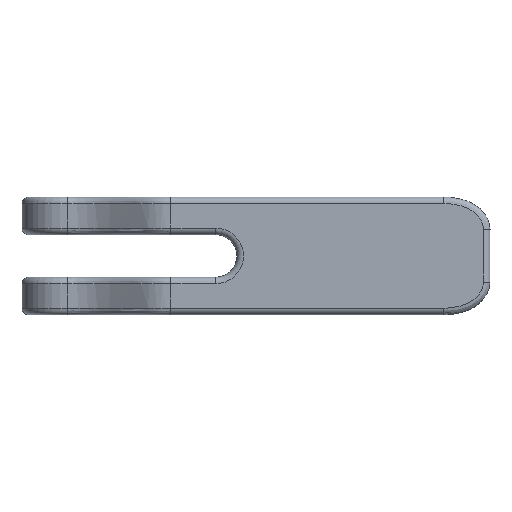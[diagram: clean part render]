
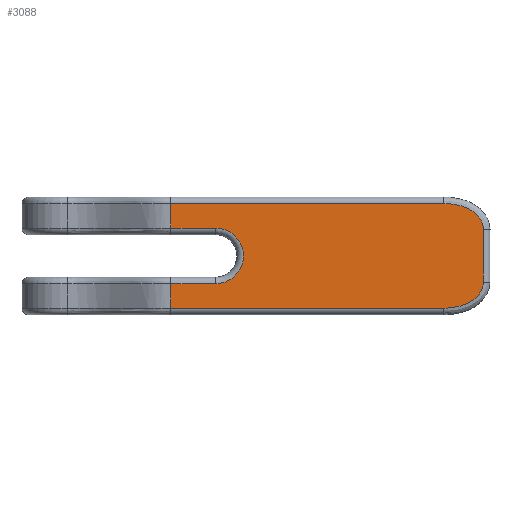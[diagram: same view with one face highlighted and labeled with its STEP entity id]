
A CAD part, top view. The second image highlights one B-rep face of the part: STEP entity #3088.
In plain terms, the highlighted planar face has unit normal (0, 0, 1).
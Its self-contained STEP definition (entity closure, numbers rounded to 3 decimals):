
#26 = ORIENTED_EDGE ( 'NONE', *, *, #602, .T. ) ;
#57 = CARTESIAN_POINT ( 'NONE',  ( 68.836, 16.94, 1. ) ) ;
#85 = AXIS2_PLACEMENT_3D ( 'NONE', #789, #1749, #3031 ) ;
#140 = CARTESIAN_POINT ( 'NONE',  ( 25.771, 4.75, 1. ) ) ;
#160 = ORIENTED_EDGE ( 'NONE', *, *, #1097, .T. ) ;
#163 = CARTESIAN_POINT ( 'NONE',  ( 73.11, 3.405, 1. ) ) ;
#204 = CARTESIAN_POINT ( 'NONE',  ( 25.771, 18., 1. ) ) ;
#224 = LINE ( 'NONE', #3134, #2332 ) ;
#296 = EDGE_CURVE ( 'NONE', #758, #2517, #2233, .T. ) ;
#312 = ORIENTED_EDGE ( 'NONE', *, *, #1191, .T. ) ;
#363 = EDGE_CURVE ( 'NONE', #1979, #3869, #1821, .T. ) ;
#365 = CARTESIAN_POINT ( 'NONE',  ( 68.176, 17., 1. ) ) ;
#380 = LINE ( 'NONE', #1665, #2648 ) ;
#470 = EDGE_CURVE ( 'NONE', #2517, #3981, #3075, .T. ) ;
#471 = CARTESIAN_POINT ( 'NONE',  ( 71.951, 2.207, 1. ) ) ;
#559 = DIRECTION ( 'NONE',  ( 0., -1., 0. ) ) ;
#602 = EDGE_CURVE ( 'NONE', #2152, #2359, #2912, .T. ) ;
#623 = VECTOR ( 'NONE', #3510, 1000. ) ;
#646 = CARTESIAN_POINT ( 'NONE',  ( 73.547, 13.337, 1. ) ) ;
#703 = CARTESIAN_POINT ( 'NONE',  ( 25.771, 17., 1. ) ) ;
#714 = ORIENTED_EDGE ( 'NONE', *, *, #3870, .T. ) ;
#718 = DIRECTION ( 'NONE',  ( -1., 0., 0. ) ) ;
#727 = CARTESIAN_POINT ( 'NONE',  ( 73.004, 14.737, 1. ) ) ;
#729 = CARTESIAN_POINT ( 'NONE',  ( 25.771, 1., 1. ) ) ;
#758 = VERTEX_POINT ( 'NONE', #3793 ) ;
#766 = CARTESIAN_POINT ( 'NONE',  ( 73.562, 5., 1. ) ) ;
#789 = CARTESIAN_POINT ( 'NONE',  ( 32.622, 9., 1. ) ) ;
#835 = CARTESIAN_POINT ( 'NONE',  ( 72.695, 2.874, 1. ) ) ;
#841 = DIRECTION ( 'NONE',  ( 1., 0., 0. ) ) ;
#949 = ORIENTED_EDGE ( 'NONE', *, *, #2833, .T. ) ;
#957 = VECTOR ( 'NONE', #1411, 1000. ) ;
#994 = AXIS2_PLACEMENT_3D ( 'NONE', #2580, #1014, #718 ) ;
#1001 = CARTESIAN_POINT ( 'NONE',  ( 25.771, 17., 1. ) ) ;
#1002 = DIRECTION ( 'NONE',  ( -1., 0., 0. ) ) ;
#1014 = DIRECTION ( 'NONE',  ( 0., 0., -1. ) ) ;
#1017 = EDGE_CURVE ( 'NONE', #3405, #758, #2066, .T. ) ;
#1082 = DIRECTION ( 'NONE',  ( 0., 1., 0. ) ) ;
#1097 = EDGE_CURVE ( 'NONE', #2474, #1843, #1615, .T. ) ;
#1108 = CARTESIAN_POINT ( 'NONE',  ( 73.503, 4.333, 1. ) ) ;
#1157 = ORIENTED_EDGE ( 'NONE', *, *, #1017, .T. ) ;
#1191 = EDGE_CURVE ( 'NONE', #3869, #2152, #1456, .T. ) ;
#1223 = VECTOR ( 'NONE', #559, 1000. ) ;
#1236 = LINE ( 'NONE', #2516, #2821 ) ;
#1290 = CARTESIAN_POINT ( 'NONE',  ( 71.069, 16.297, 1. ) ) ;
#1308 = CARTESIAN_POINT ( 'NONE',  ( 73.097, 14.595, 1. ) ) ;
#1311 = ORIENTED_EDGE ( 'NONE', *, *, #470, .T. ) ;
#1348 = CARTESIAN_POINT ( 'NONE',  ( 70.126, 16.65, 1. ) ) ;
#1411 = DIRECTION ( 'NONE',  ( -1., 0., 0. ) ) ;
#1456 = LINE ( 'NONE', #140, #957 ) ;
#1581 = ORIENTED_EDGE ( 'NONE', *, *, #3655, .T. ) ;
#1615 = B_SPLINE_CURVE_WITH_KNOTS ( 'NONE', 3,
 ( #2651, #3666, #2735, #3647, #2103, #3687, #2755, #2713, #471, #2340, #2988, #835, #4000, #163, #3323, #1108, #3387, #2386 ),
 .UNSPECIFIED., .F., .F.,
 ( 4, 2, 2, 2, 2, 2, 2, 2, 4 ),
 ( 0., 0.002, 0.003, 0.004, 0.005, 0.005, 0.006, 0.007, 0.008 ),
 .UNSPECIFIED. ) ;
#1628 = CARTESIAN_POINT ( 'NONE',  ( 73.562, 13.17, 1. ) ) ;
#1647 = CARTESIAN_POINT ( 'NONE',  ( 71.941, 15.8, 1. ) ) ;
#1659 = PLANE ( 'NONE',  #994 ) ;
#1665 = CARTESIAN_POINT ( 'NONE',  ( 73.562, 13., 1. ) ) ;
#1669 = CARTESIAN_POINT ( 'NONE',  ( 73.562, 13., 1. ) ) ;
#1689 = CARTESIAN_POINT ( 'NONE',  ( 73.443, 13.834, 1. ) ) ;
#1749 = DIRECTION ( 'NONE',  ( 0., 0., -1. ) ) ;
#1821 = CIRCLE ( 'NONE', #85, 4.25 ) ;
#1843 = VERTEX_POINT ( 'NONE', #766 ) ;
#1937 = CARTESIAN_POINT ( 'NONE',  ( 67.506, 17., 1. ) ) ;
#1955 = CARTESIAN_POINT ( 'NONE',  ( 72.464, 15.375, 1. ) ) ;
#1979 = VERTEX_POINT ( 'NONE', #2440 ) ;
#1992 = CARTESIAN_POINT ( 'NONE',  ( 32.622, 4.75, 1. ) ) ;
#2066 = B_SPLINE_CURVE_WITH_KNOTS ( 'NONE', 3,
 ( #1669, #1628, #646, #2271, #1689, #2943, #3201, #1308, #727, #2881, #1955, #1647, #2295, #1290, #2589, #1348, #3239, #57, #365, #1937 ),
 .UNSPECIFIED., .F., .F.,
 ( 4, 2, 2, 2, 2, 2, 2, 2, 2, 4 ),
 ( 0., 0.001, 0.001, 0.002, 0.002, 0.003, 0.004, 0.005, 0.006, 0.008 ),
 .UNSPECIFIED. ) ;
#2103 = CARTESIAN_POINT ( 'NONE',  ( 70.146, 1.356, 1. ) ) ;
#2152 = VERTEX_POINT ( 'NONE', #3354 ) ;
#2233 = LINE ( 'NONE', #703, #3029 ) ;
#2271 = CARTESIAN_POINT ( 'NONE',  ( 73.488, 13.669, 1. ) ) ;
#2295 = CARTESIAN_POINT ( 'NONE',  ( 71.659, 15.983, 1. ) ) ;
#2332 = VECTOR ( 'NONE', #2442, 1000. ) ;
#2340 = CARTESIAN_POINT ( 'NONE',  ( 72.339, 2.523, 1. ) ) ;
#2359 = VERTEX_POINT ( 'NONE', #729 ) ;
#2386 = CARTESIAN_POINT ( 'NONE',  ( 73.562, 5., 1. ) ) ;
#2440 = CARTESIAN_POINT ( 'NONE',  ( 32.622, 13.25, 1. ) ) ;
#2442 = DIRECTION ( 'NONE',  ( 1., 0., 0. ) ) ;
#2474 = VERTEX_POINT ( 'NONE', #2512 ) ;
#2512 = CARTESIAN_POINT ( 'NONE',  ( 67.506, 1., 1. ) ) ;
#2516 = CARTESIAN_POINT ( 'NONE',  ( 0., 13.25, 1. ) ) ;
#2517 = VERTEX_POINT ( 'NONE', #1001 ) ;
#2558 = ORIENTED_EDGE ( 'NONE', *, *, #296, .T. ) ;
#2580 = CARTESIAN_POINT ( 'NONE',  ( 0., 18., 1. ) ) ;
#2582 = CARTESIAN_POINT ( 'NONE',  ( 25.771, 18., 1. ) ) ;
#2589 = CARTESIAN_POINT ( 'NONE',  ( 70.758, 16.43, 1. ) ) ;
#2648 = VECTOR ( 'NONE', #1082, 1000. ) ;
#2651 = CARTESIAN_POINT ( 'NONE',  ( 67.506, 1., 1. ) ) ;
#2713 = CARTESIAN_POINT ( 'NONE',  ( 71.667, 2.022, 1. ) ) ;
#2735 = CARTESIAN_POINT ( 'NONE',  ( 68.84, 1.06, 1. ) ) ;
#2752 = ORIENTED_EDGE ( 'NONE', *, *, #363, .T. ) ;
#2755 = CARTESIAN_POINT ( 'NONE',  ( 71.079, 1.707, 1. ) ) ;
#2821 = VECTOR ( 'NONE', #841, 1000. ) ;
#2833 = EDGE_CURVE ( 'NONE', #2359, #2474, #224, .T. ) ;
#2881 = CARTESIAN_POINT ( 'NONE',  ( 72.699, 15.139, 1. ) ) ;
#2912 = LINE ( 'NONE', #2582, #623 ) ;
#2943 = CARTESIAN_POINT ( 'NONE',  ( 73.329, 14.149, 1. ) ) ;
#2988 = CARTESIAN_POINT ( 'NONE',  ( 72.462, 2.635, 1. ) ) ;
#3029 = VECTOR ( 'NONE', #1002, 1000. ) ;
#3031 = DIRECTION ( 'NONE',  ( -1., 0., 0. ) ) ;
#3075 = LINE ( 'NONE', #204, #1223 ) ;
#3088 = ADVANCED_FACE ( 'NONE', ( #3230 ), #1659, .F. ) ;
#3134 = CARTESIAN_POINT ( 'NONE',  ( 0., 1., 1. ) ) ;
#3201 = CARTESIAN_POINT ( 'NONE',  ( 73.259, 14.301, 1. ) ) ;
#3230 = FACE_OUTER_BOUND ( 'NONE', #3751, .T. ) ;
#3239 = CARTESIAN_POINT ( 'NONE',  ( 69.806, 16.737, 1. ) ) ;
#3323 = CARTESIAN_POINT ( 'NONE',  ( 73.274, 3.698, 1. ) ) ;
#3354 = CARTESIAN_POINT ( 'NONE',  ( 25.771, 4.75, 1. ) ) ;
#3387 = CARTESIAN_POINT ( 'NONE',  ( 73.562, 4.661, 1. ) ) ;
#3405 = VERTEX_POINT ( 'NONE', #4133 ) ;
#3510 = DIRECTION ( 'NONE',  ( 0., -1., 0. ) ) ;
#3647 = CARTESIAN_POINT ( 'NONE',  ( 69.821, 1.267, 1. ) ) ;
#3655 = EDGE_CURVE ( 'NONE', #3981, #1979, #1236, .T. ) ;
#3666 = CARTESIAN_POINT ( 'NONE',  ( 68.177, 1., 1. ) ) ;
#3687 = CARTESIAN_POINT ( 'NONE',  ( 70.774, 1.576, 1. ) ) ;
#3751 = EDGE_LOOP ( 'NONE', ( #1311, #1581, #2752, #312, #26, #949, #160, #714, #1157, #2558 ) ) ;
#3793 = CARTESIAN_POINT ( 'NONE',  ( 67.506, 17., 1. ) ) ;
#3869 = VERTEX_POINT ( 'NONE', #1992 ) ;
#3870 = EDGE_CURVE ( 'NONE', #1843, #3405, #380, .T. ) ;
#3981 = VERTEX_POINT ( 'NONE', #4061 ) ;
#4000 = CARTESIAN_POINT ( 'NONE',  ( 72.806, 3.002, 1. ) ) ;
#4061 = CARTESIAN_POINT ( 'NONE',  ( 25.771, 13.25, 1. ) ) ;
#4133 = CARTESIAN_POINT ( 'NONE',  ( 73.562, 13., 1. ) ) ;
